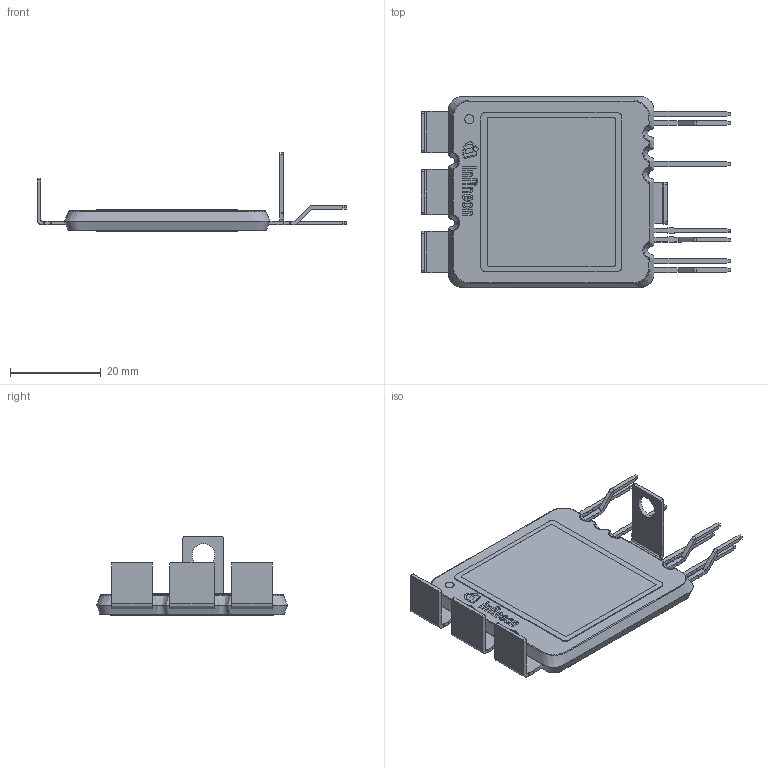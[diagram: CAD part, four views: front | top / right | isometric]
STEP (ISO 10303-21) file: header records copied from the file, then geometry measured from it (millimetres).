
FILE_DESCRIPTION(/* description */ (''),/* implementation_level */ '2;1');
FILE_NAME(/* name */ 'PG-MDIP-11-1_Z8B00214578_V11_3D.stp',/* time_stamp */ '2023-06-19T15:59:38+05:00',/* author */ ('Subramani'),/* organization */ (''),/* preprocessor_version */ 'ST-DEVELOPER v16.13',/* originating_system */ 'AutoCAD Mechanical',/* authorisation */ '');
FILE_SCHEMA (('AUTOMOTIVE_DESIGN { 1 0 10303 214 3 1 1 }'));
Length unit declared in the file: millimetre
Products named in the file (1): Product
Bounding box: 68.1 x 42 x 17.3 mm (x, y, z)
Volume: 7262.5 mm3; surface area: 14655.6 mm2
Topology: 30 solids, 30 shells, 429 faces, 1147 edges, 785 vertices
Faces by surface type: plane 294, cylinder 107, bspline 22, torus 6
Full cylindrical faces by diameter (mm): 0.511 x1, 1.034 x1, 1.6 x6, 2 x2, 5 x1
Entity records: 22893 total; most frequent: CARTESIAN_POINT 12154, ORIENTED_EDGE 2254, DIRECTION 2078, EDGE_CURVE 1127, LINE 818, VECTOR 818, VERTEX_POINT 782, AXIS2_PLACEMENT_3D 630
